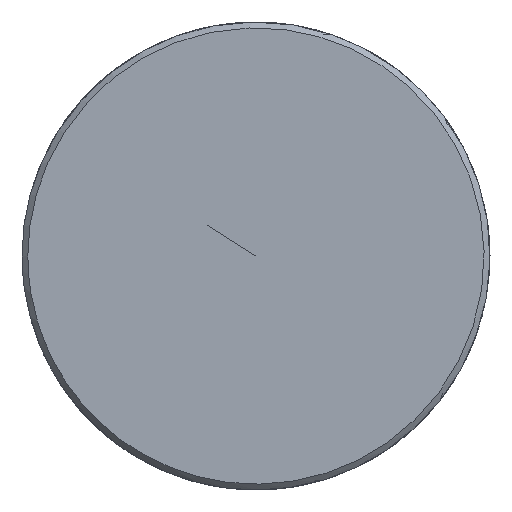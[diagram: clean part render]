
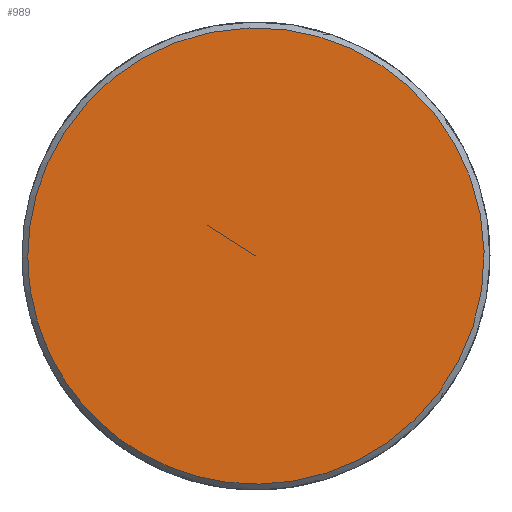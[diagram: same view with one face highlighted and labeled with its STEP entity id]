
A CAD part, left-side view. The second image highlights one B-rep face of the part: STEP entity #989.
In plain terms, the highlighted free-form (B-spline) face has degree [5, 1] with [6, 2] control points.
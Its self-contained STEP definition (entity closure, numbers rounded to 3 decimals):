
#917 = CARTESIAN_POINT ('', (-127., 9.75, 0.));
#918 = VERTEX_POINT ('', #917);
#926 = CARTESIAN_POINT ('', (-127., 9.75, 0.));
#927 = CARTESIAN_POINT ('', (-127., 9.75, 39.));
#928 = CARTESIAN_POINT ('', (-127., -29.25, 19.5));
#929 = CARTESIAN_POINT ('', (-127., -29.25, -19.5));
#930 = CARTESIAN_POINT ('', (-127., 9.75, -39.));
#931 = CARTESIAN_POINT ('', (-127., 9.75, 0.));
#932 = (
   BOUNDED_CURVE ()
   B_SPLINE_CURVE (5, (#926, #927, #928, #929, #930, #931), .UNSPECIFIED., .T., .U.)
   B_SPLINE_CURVE_WITH_KNOTS ((6, 6), (0., 1.), .UNSPECIFIED.)
   CURVE ()
   GEOMETRIC_REPRESENTATION_ITEM ()
   RATIONAL_B_SPLINE_CURVE ((5., 1., 1., 1., 1., 5.))
   REPRESENTATION_ITEM ('')
);
#933 = EDGE_CURVE ('', #918, #918, #932, .T.);
#965 = CARTESIAN_POINT ('', (-127., 0., 0.));
#966 = VERTEX_POINT ('', #965);
#967 = CARTESIAN_POINT ('', (-127., 0., 0.));
#968 = CARTESIAN_POINT ('', (-127., 9.75, 0.));
#969 = B_SPLINE_CURVE_WITH_KNOTS ('', 1, (#967, #968), .UNSPECIFIED., .F., .U., (2, 2), (0., 1.), .UNSPECIFIED.);
#970 = EDGE_CURVE ('', #966, #918, #969, .T.);
#971 = ORIENTED_EDGE ('', *, *, #970, .F.);
#972 = ORIENTED_EDGE ('', *, *, #970, .T.);
#973 = ORIENTED_EDGE ('', *, *, #933, .F.);
#974 = EDGE_LOOP ('', (#971, #972, #973));
#975 = FACE_OUTER_BOUND ('', #974, .T.);
#976 = CARTESIAN_POINT ('', (-127., 0., 0.));
#977 = CARTESIAN_POINT ('', (-127., 9.75, 0.));
#978 = CARTESIAN_POINT ('', (-127., 0., 0.));
#979 = CARTESIAN_POINT ('', (-127., 9.75, 39.));
#980 = CARTESIAN_POINT ('', (-127., 0., 0.));
#981 = CARTESIAN_POINT ('', (-127., -29.25, 19.5));
#982 = CARTESIAN_POINT ('', (-127., 0., 0.));
#983 = CARTESIAN_POINT ('', (-127., -29.25, -19.5));
#984 = CARTESIAN_POINT ('', (-127., 0., 0.));
#985 = CARTESIAN_POINT ('', (-127., 9.75, -39.));
#986 = CARTESIAN_POINT ('', (-127., 0., 0.));
#987 = CARTESIAN_POINT ('', (-127., 9.75, 0.));
#988 = (
   BOUNDED_SURFACE ()
   B_SPLINE_SURFACE (5, 1, ((#976, #977), (#978, #979), (#980, #981), (#982, #983), (#984, #985), (#986, #987)), .UNSPECIFIED., .T., .F., .U.)
   B_SPLINE_SURFACE_WITH_KNOTS ((6, 6), (2, 2), (0., 1.), (0., 1.), .UNSPECIFIED.)
   SURFACE ()
   GEOMETRIC_REPRESENTATION_ITEM ()
   RATIONAL_B_SPLINE_SURFACE (((5., 5.), (1., 1.), (1., 1.), (1., 1.), (1., 1.), (5., 5.)))
   REPRESENTATION_ITEM ('')
);
#989 = ADVANCED_FACE ('', (#975), #988, .T.);
